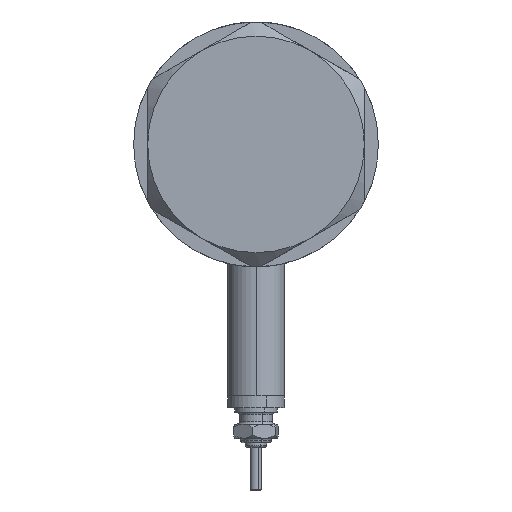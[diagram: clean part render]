
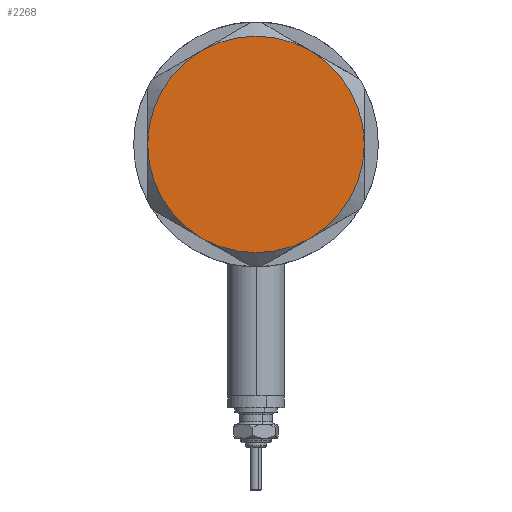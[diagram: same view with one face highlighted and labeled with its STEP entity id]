
A CAD part, left-side view. The second image highlights one B-rep face of the part: STEP entity #2268.
In plain terms, the highlighted face is planar.
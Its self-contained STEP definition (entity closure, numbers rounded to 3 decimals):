
#51 = CARTESIAN_POINT ( 'NONE',  ( 0., 0., 9. ) ) ;
#61 = EDGE_CURVE ( 'NONE', #876, #2305, #4048, .T. ) ;
#80 = AXIS2_PLACEMENT_3D ( 'NONE', #799, #2790, #836 ) ;
#515 = CIRCLE ( 'NONE', #5309, 23. ) ;
#641 = ORIENTED_EDGE ( 'NONE', *, *, #1703, .T. ) ;
#754 = PLANE ( 'NONE',  #2344 ) ;
#774 = VERTEX_POINT ( 'NONE', #5259 ) ;
#799 = CARTESIAN_POINT ( 'NONE',  ( 0., 0., 9. ) ) ;
#836 = DIRECTION ( 'NONE',  ( 1., 0., 0. ) ) ;
#872 = DIRECTION ( 'NONE',  ( 1., 0., 0. ) ) ;
#876 = VERTEX_POINT ( 'NONE', #3792 ) ;
#942 = CARTESIAN_POINT ( 'NONE',  ( 11.5, 19.919, 9. ) ) ;
#1180 = ORIENTED_EDGE ( 'NONE', *, *, #61, .T. ) ;
#1285 = EDGE_CURVE ( 'NONE', #774, #1535, #5180, .T. ) ;
#1415 = CIRCLE ( 'NONE', #80, 23. ) ;
#1535 = VERTEX_POINT ( 'NONE', #4192 ) ;
#1585 = CARTESIAN_POINT ( 'NONE',  ( -11.5, -19.919, 9. ) ) ;
#1703 = EDGE_CURVE ( 'NONE', #2305, #774, #1415, .T. ) ;
#1752 = CARTESIAN_POINT ( 'NONE',  ( 11.5, -19.919, 9. ) ) ;
#1972 = ORIENTED_EDGE ( 'NONE', *, *, #4441, .T. ) ;
#2011 = DIRECTION ( 'NONE',  ( 0., 0., 1. ) ) ;
#2204 = CARTESIAN_POINT ( 'NONE',  ( 0., 0., 9. ) ) ;
#2222 = AXIS2_PLACEMENT_3D ( 'NONE', #2204, #4017, #4555 ) ;
#2268 = ADVANCED_FACE ( 'NONE', ( #4140 ), #754, .T. ) ;
#2305 = VERTEX_POINT ( 'NONE', #942 ) ;
#2344 = AXIS2_PLACEMENT_3D ( 'NONE', #3748, #3155, #4590 ) ;
#2435 = AXIS2_PLACEMENT_3D ( 'NONE', #4737, #2862, #872 ) ;
#2790 = DIRECTION ( 'NONE',  ( 0., 0., 1. ) ) ;
#2797 = EDGE_LOOP ( 'NONE', ( #3414, #1180, #641, #4184, #3795, #1972 ) ) ;
#2804 = DIRECTION ( 'NONE',  ( 0., 0., 1. ) ) ;
#2862 = DIRECTION ( 'NONE',  ( 0., 0., 1. ) ) ;
#3155 = DIRECTION ( 'NONE',  ( 0., 0., 1. ) ) ;
#3249 = DIRECTION ( 'NONE',  ( 1., 0., 0. ) ) ;
#3399 = VERTEX_POINT ( 'NONE', #1585 ) ;
#3414 = ORIENTED_EDGE ( 'NONE', *, *, #4362, .T. ) ;
#3417 = DIRECTION ( 'NONE',  ( 1., 0., 0. ) ) ;
#3480 = CIRCLE ( 'NONE', #5501, 23. ) ;
#3748 = CARTESIAN_POINT ( 'NONE',  ( 0., 0., 9. ) ) ;
#3792 = CARTESIAN_POINT ( 'NONE',  ( 23., 0., 9. ) ) ;
#3795 = ORIENTED_EDGE ( 'NONE', *, *, #5790, .T. ) ;
#3801 = DIRECTION ( 'NONE',  ( 0., 0., 1. ) ) ;
#3989 = AXIS2_PLACEMENT_3D ( 'NONE', #6266, #3801, #3417 ) ;
#4017 = DIRECTION ( 'NONE',  ( 0., 0., 1. ) ) ;
#4048 = CIRCLE ( 'NONE', #2222, 23. ) ;
#4140 = FACE_OUTER_BOUND ( 'NONE', #2797, .T. ) ;
#4184 = ORIENTED_EDGE ( 'NONE', *, *, #1285, .T. ) ;
#4192 = CARTESIAN_POINT ( 'NONE',  ( -23., 0., 9. ) ) ;
#4362 = EDGE_CURVE ( 'NONE', #4782, #876, #3480, .T. ) ;
#4441 = EDGE_CURVE ( 'NONE', #3399, #4782, #5310, .T. ) ;
#4555 = DIRECTION ( 'NONE',  ( 1., 0., 0. ) ) ;
#4590 = DIRECTION ( 'NONE',  ( 1., 0., 0. ) ) ;
#4737 = CARTESIAN_POINT ( 'NONE',  ( 0., 0., 9. ) ) ;
#4782 = VERTEX_POINT ( 'NONE', #1752 ) ;
#5180 = CIRCLE ( 'NONE', #2435, 23. ) ;
#5259 = CARTESIAN_POINT ( 'NONE',  ( -11.5, 19.919, 9. ) ) ;
#5309 = AXIS2_PLACEMENT_3D ( 'NONE', #6129, #2804, #3249 ) ;
#5310 = CIRCLE ( 'NONE', #3989, 23. ) ;
#5501 = AXIS2_PLACEMENT_3D ( 'NONE', #51, #2011, #6093 ) ;
#5790 = EDGE_CURVE ( 'NONE', #1535, #3399, #515, .T. ) ;
#6093 = DIRECTION ( 'NONE',  ( 1., 0., 0. ) ) ;
#6129 = CARTESIAN_POINT ( 'NONE',  ( 0., 0., 9. ) ) ;
#6266 = CARTESIAN_POINT ( 'NONE',  ( 0., 0., 9. ) ) ;
